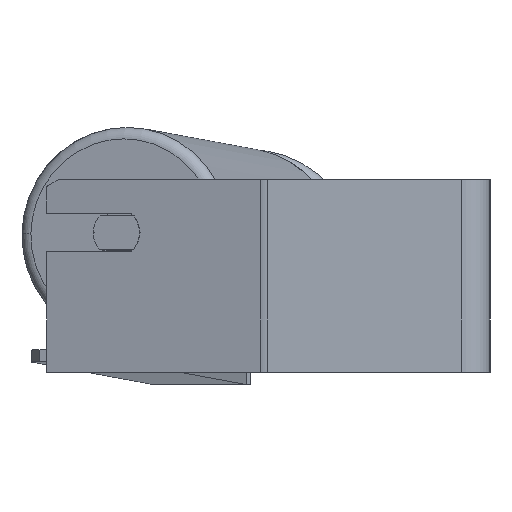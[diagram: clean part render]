
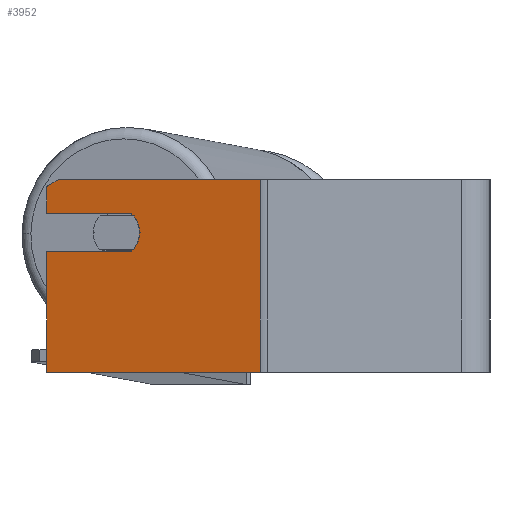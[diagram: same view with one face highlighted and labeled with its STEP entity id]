
A CAD part, left-side view. The second image highlights one B-rep face of the part: STEP entity #3952.
In plain terms, the highlighted planar face has unit normal (-0.966, 0.259, 0).
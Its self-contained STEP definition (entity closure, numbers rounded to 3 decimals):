
#88 = EDGE_CURVE ( 'NONE', #4141, #1854, #6545, .T. ) ;
#94 = VECTOR ( 'NONE', #3758, 1000. ) ;
#180 = DIRECTION ( 'NONE',  ( -0.259, -0.966, 0. ) ) ;
#235 = PLANE ( 'NONE',  #1836 ) ;
#410 = CARTESIAN_POINT ( 'NONE',  ( -315.779, 184.315, 26. ) ) ;
#461 = ORIENTED_EDGE ( 'NONE', *, *, #5735, .T. ) ;
#477 = DIRECTION ( 'NONE',  ( -0.259, -0.966, 0. ) ) ;
#495 = AXIS2_PLACEMENT_3D ( 'NONE', #1326, #6217, #4800 ) ;
#557 = VECTOR ( 'NONE', #5712, 1000. ) ;
#627 = VERTEX_POINT ( 'NONE', #8207 ) ;
#670 = EDGE_LOOP ( 'NONE', ( #5436, #461, #4863, #7381, #6080, #6023, #4934, #7757, #5469, #5687 ) ) ;
#672 = CARTESIAN_POINT ( 'NONE',  ( -339.591, 95.446, 40. ) ) ;
#836 = DIRECTION ( 'NONE',  ( 0.259, 0.966, 0. ) ) ;
#1001 = CARTESIAN_POINT ( 'NONE',  ( -339.591, 95.446, 40. ) ) ;
#1186 = LINE ( 'NONE', #4848, #1565 ) ;
#1326 = CARTESIAN_POINT ( 'NONE',  ( -323.543, 155.337, 18. ) ) ;
#1516 = CIRCLE ( 'NONE', #495, 10. ) ;
#1565 = VECTOR ( 'NONE', #6174, 1000. ) ;
#1588 = DIRECTION ( 'NONE',  ( 0.259, 0.966, 0. ) ) ;
#1721 = VERTEX_POINT ( 'NONE', #410 ) ;
#1742 = LINE ( 'NONE', #7177, #8088 ) ;
#1836 = AXIS2_PLACEMENT_3D ( 'NONE', #7702, #2207, #836 ) ;
#1854 = VERTEX_POINT ( 'NONE', #7719 ) ;
#2045 = EDGE_CURVE ( 'NONE', #8595, #1721, #3607, .T. ) ;
#2093 = AXIS2_PLACEMENT_3D ( 'NONE', #4438, #6445, #180 ) ;
#2207 = DIRECTION ( 'NONE',  ( 0.966, -0.259, 0. ) ) ;
#2315 = CARTESIAN_POINT ( 'NONE',  ( -325.096, 149.541, 26. ) ) ;
#2364 = LINE ( 'NONE', #1001, #557 ) ;
#2489 = CARTESIAN_POINT ( 'NONE',  ( -315.779, 184.315, 40. ) ) ;
#2853 = EDGE_CURVE ( 'NONE', #9037, #4646, #1742, .T. ) ;
#2930 = EDGE_CURVE ( 'NONE', #4646, #4187, #7063, .T. ) ;
#3112 = EDGE_CURVE ( 'NONE', #4187, #8595, #1516, .T. ) ;
#3607 = LINE ( 'NONE', #2315, #6344 ) ;
#3758 = DIRECTION ( 'NONE',  ( -0.259, -0.966, 0. ) ) ;
#3898 = VECTOR ( 'NONE', #477, 1000. ) ;
#3952 = ADVANCED_FACE ( 'NONE', ( #6323 ), #235, .F. ) ;
#4141 = VERTEX_POINT ( 'NONE', #4717 ) ;
#4187 = VERTEX_POINT ( 'NONE', #6091 ) ;
#4199 = VECTOR ( 'NONE', #7526, 1000. ) ;
#4313 = CARTESIAN_POINT ( 'NONE',  ( -315.779, 184.315, -40. ) ) ;
#4438 = CARTESIAN_POINT ( 'NONE',  ( -323.543, 155.337, 18. ) ) ;
#4535 = DIRECTION ( 'NONE',  ( -0.259, -0.966, 0. ) ) ;
#4646 = VERTEX_POINT ( 'NONE', #6427 ) ;
#4717 = CARTESIAN_POINT ( 'NONE',  ( -315.779, 184.315, -40. ) ) ;
#4787 = EDGE_CURVE ( 'NONE', #627, #7605, #6607, .T. ) ;
#4800 = DIRECTION ( 'NONE',  ( -0.259, -0.966, 0. ) ) ;
#4848 = CARTESIAN_POINT ( 'NONE',  ( -315.779, 184.315, 37.113 ) ) ;
#4863 = ORIENTED_EDGE ( 'NONE', *, *, #4903, .T. ) ;
#4903 = EDGE_CURVE ( 'NONE', #7214, #1721, #5511, .T. ) ;
#4934 = ORIENTED_EDGE ( 'NONE', *, *, #2853, .F. ) ;
#5171 = LINE ( 'NONE', #5899, #7570 ) ;
#5436 = ORIENTED_EDGE ( 'NONE', *, *, #4787, .F. ) ;
#5469 = ORIENTED_EDGE ( 'NONE', *, *, #88, .T. ) ;
#5511 = LINE ( 'NONE', #5600, #4199 ) ;
#5600 = CARTESIAN_POINT ( 'NONE',  ( -315.779, 184.315, 40. ) ) ;
#5687 = ORIENTED_EDGE ( 'NONE', *, *, #8470, .F. ) ;
#5712 = DIRECTION ( 'NONE',  ( 0., 0., -1. ) ) ;
#5735 = EDGE_CURVE ( 'NONE', #627, #7214, #1186, .T. ) ;
#5899 = CARTESIAN_POINT ( 'NONE',  ( -315.779, 184.315, 40. ) ) ;
#5937 = CARTESIAN_POINT ( 'NONE',  ( -325.096, 149.541, 26. ) ) ;
#6023 = ORIENTED_EDGE ( 'NONE', *, *, #2930, .F. ) ;
#6080 = ORIENTED_EDGE ( 'NONE', *, *, #3112, .F. ) ;
#6091 = CARTESIAN_POINT ( 'NONE',  ( -326.132, 145.678, 18. ) ) ;
#6174 = DIRECTION ( 'NONE',  ( 0.224, 0.837, -0.5 ) ) ;
#6217 = DIRECTION ( 'NONE',  ( -0.966, 0.259, 0. ) ) ;
#6323 = FACE_OUTER_BOUND ( 'NONE', #670, .T. ) ;
#6344 = VECTOR ( 'NONE', #1588, 1000. ) ;
#6427 = CARTESIAN_POINT ( 'NONE',  ( -325.096, 149.541, 10. ) ) ;
#6445 = DIRECTION ( 'NONE',  ( -0.966, 0.259, 0. ) ) ;
#6545 = LINE ( 'NONE', #4313, #94 ) ;
#6607 = LINE ( 'NONE', #2489, #3898 ) ;
#6912 = EDGE_CURVE ( 'NONE', #9037, #4141, #5171, .T. ) ;
#7063 = CIRCLE ( 'NONE', #2093, 10. ) ;
#7177 = CARTESIAN_POINT ( 'NONE',  ( -325.096, 149.541, 10. ) ) ;
#7214 = VERTEX_POINT ( 'NONE', #7725 ) ;
#7381 = ORIENTED_EDGE ( 'NONE', *, *, #2045, .F. ) ;
#7526 = DIRECTION ( 'NONE',  ( 0., 0., -1. ) ) ;
#7570 = VECTOR ( 'NONE', #8643, 1000. ) ;
#7605 = VERTEX_POINT ( 'NONE', #672 ) ;
#7702 = CARTESIAN_POINT ( 'NONE',  ( -315.779, 184.315, 40. ) ) ;
#7719 = CARTESIAN_POINT ( 'NONE',  ( -339.591, 95.446, -40. ) ) ;
#7725 = CARTESIAN_POINT ( 'NONE',  ( -315.779, 184.315, 37.113 ) ) ;
#7757 = ORIENTED_EDGE ( 'NONE', *, *, #6912, .T. ) ;
#8088 = VECTOR ( 'NONE', #4535, 1000. ) ;
#8207 = CARTESIAN_POINT ( 'NONE',  ( -317.073, 179.485, 40. ) ) ;
#8470 = EDGE_CURVE ( 'NONE', #7605, #1854, #2364, .T. ) ;
#8595 = VERTEX_POINT ( 'NONE', #5937 ) ;
#8643 = DIRECTION ( 'NONE',  ( 0., 0., -1. ) ) ;
#8769 = CARTESIAN_POINT ( 'NONE',  ( -315.779, 184.315, 10. ) ) ;
#9037 = VERTEX_POINT ( 'NONE', #8769 ) ;
